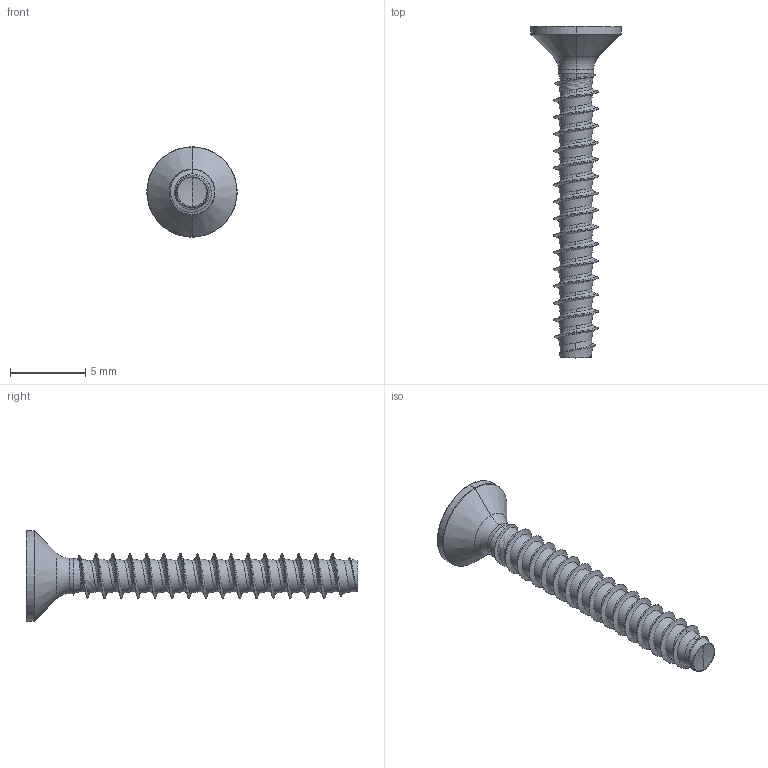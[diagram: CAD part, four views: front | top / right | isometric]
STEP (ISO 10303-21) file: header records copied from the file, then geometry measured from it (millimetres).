
FILE_DESCRIPTION (( 'STEP AP203' ), '1' );
FILE_NAME ('STP330300220.STEP', '2017-08-15T15:26:35', ( '' ), ( '' ), 'SwSTEP 2.0', 'SolidWorks 2015', '' );
FILE_SCHEMA (( 'CONFIG_CONTROL_DESIGN' ));
Length unit declared in the file: millimetre
Products named in the file (1): STP330300220
Bounding box: 6 x 22 x 6 mm (x, y, z)
Volume: 119.8 mm3; surface area: 298.8 mm2
Topology: 1 solids, 1 shells, 196 faces, 457 edges, 263 vertices
Faces by surface type: cylinder 80, bspline 51, sphere 26, plane 22, cone 11, torus 6
Entity records: 23317 total; most frequent: CARTESIAN_POINT 19328, ORIENTED_EDGE 910, DIRECTION 707, EDGE_CURVE 455, AXIS2_PLACEMENT_3D 286, VERTEX_POINT 263, EDGE_LOOP 198, FACE_OUTER_BOUND 196
